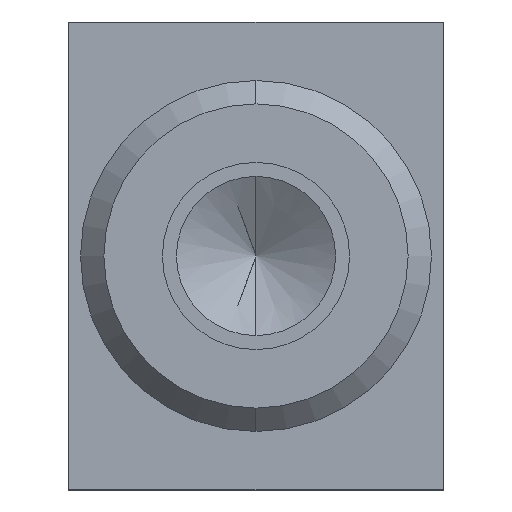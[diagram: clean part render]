
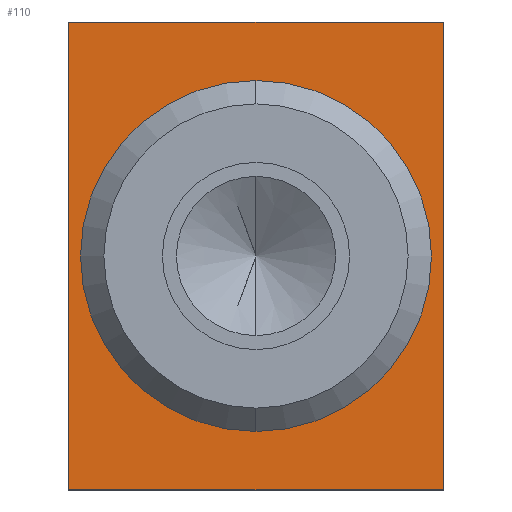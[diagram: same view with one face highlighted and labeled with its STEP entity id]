
A CAD part, left-side view. The second image highlights one B-rep face of the part: STEP entity #110.
In plain terms, the highlighted planar face has unit normal (-1, 0, 0).
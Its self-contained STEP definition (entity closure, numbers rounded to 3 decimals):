
#52 = VERTEX_POINT ( 'NONE', #390 ) ;
#62 = EDGE_CURVE ( 'NONE', #52, #63, #371, .T. ) ;
#63 = VERTEX_POINT ( 'NONE', #279 ) ;
#85 = VERTEX_POINT ( 'NONE', #349 ) ;
#89 = ORIENTED_EDGE ( 'NONE', *, *, #118, .F. ) ;
#95 = EDGE_LOOP ( 'NONE', ( #174, #112 ) ) ;
#107 = VERTEX_POINT ( 'NONE', #557 ) ;
#108 = VERTEX_POINT ( 'NONE', #585 ) ;
#109 = EDGE_CURVE ( 'NONE', #63, #52, #494, .T. ) ;
#110 = ADVANCED_FACE ( 'NONE', ( #466, #558 ), #584, .F. ) ;
#111 = EDGE_CURVE ( 'NONE', #107, #108, #463, .T. ) ;
#112 = ORIENTED_EDGE ( 'NONE', *, *, #109, .T. ) ;
#113 = EDGE_LOOP ( 'NONE', ( #114, #117, #89, #132 ) ) ;
#114 = ORIENTED_EDGE ( 'NONE', *, *, #111, .T. ) ;
#115 = EDGE_CURVE ( 'NONE', #116, #108, #532, .T. ) ;
#116 = VERTEX_POINT ( 'NONE', #495 ) ;
#117 = ORIENTED_EDGE ( 'NONE', *, *, #115, .F. ) ;
#118 = EDGE_CURVE ( 'NONE', #85, #116, #593, .T. ) ;
#129 = EDGE_CURVE ( 'NONE', #85, #107, #613, .T. ) ;
#132 = ORIENTED_EDGE ( 'NONE', *, *, #129, .T. ) ;
#174 = ORIENTED_EDGE ( 'NONE', *, *, #62, .T. ) ;
#274 = DIRECTION ( 'NONE',  ( 0., 0., -1. ) ) ;
#275 = DIRECTION ( 'NONE',  ( 1., 0., 0. ) ) ;
#276 = CARTESIAN_POINT ( 'NONE',  ( -14., 0., 0. ) ) ;
#277 = AXIS2_PLACEMENT_3D ( 'NONE', #276, #275, #274 ) ;
#279 = CARTESIAN_POINT ( 'NONE',  ( -14., 0., 7.5 ) ) ;
#349 = CARTESIAN_POINT ( 'NONE',  ( -14., 8., -10. ) ) ;
#371 = CIRCLE ( 'NONE', #277, 7.5 ) ;
#390 = CARTESIAN_POINT ( 'NONE',  ( -14., 0., -7.5 ) ) ;
#460 = DIRECTION ( 'NONE',  ( 0., 0., -1. ) ) ;
#461 = DIRECTION ( 'NONE',  ( 1., 0., 0. ) ) ;
#462 = CARTESIAN_POINT ( 'NONE',  ( -14., 8., -10. ) ) ;
#463 = LINE ( 'NONE', #537, #536 ) ;
#464 = AXIS2_PLACEMENT_3D ( 'NONE', #462, #461, #460 ) ;
#465 = CARTESIAN_POINT ( 'NONE',  ( -14., 8., 10. ) ) ;
#466 = FACE_BOUND ( 'NONE', #95, .T. ) ;
#467 = DIRECTION ( 'NONE',  ( 0., 0., -1. ) ) ;
#494 = CIRCLE ( 'NONE', #531, 7.5 ) ;
#495 = CARTESIAN_POINT ( 'NONE',  ( -14., 8., 10. ) ) ;
#529 = DIRECTION ( 'NONE',  ( 1., 0., 0. ) ) ;
#530 = CARTESIAN_POINT ( 'NONE',  ( -14., 0., 0. ) ) ;
#531 = AXIS2_PLACEMENT_3D ( 'NONE', #530, #529, #467 ) ;
#532 = LINE ( 'NONE', #465, #534 ) ;
#533 = DIRECTION ( 'NONE',  ( 0., -1., 0. ) ) ;
#534 = VECTOR ( 'NONE', #533, 1000. ) ;
#535 = DIRECTION ( 'NONE',  ( 0., 0., 1. ) ) ;
#536 = VECTOR ( 'NONE', #535, 1000. ) ;
#537 = CARTESIAN_POINT ( 'NONE',  ( -14., -8., -10. ) ) ;
#557 = CARTESIAN_POINT ( 'NONE',  ( -14., -8., -10. ) ) ;
#558 = FACE_OUTER_BOUND ( 'NONE', #113, .T. ) ;
#584 = PLANE ( 'NONE',  #464 ) ;
#585 = CARTESIAN_POINT ( 'NONE',  ( -14., -8., 10. ) ) ;
#590 = DIRECTION ( 'NONE',  ( 0., 0., 1. ) ) ;
#591 = VECTOR ( 'NONE', #590, 1000. ) ;
#592 = CARTESIAN_POINT ( 'NONE',  ( -14., 8., -10. ) ) ;
#593 = LINE ( 'NONE', #592, #591 ) ;
#610 = DIRECTION ( 'NONE',  ( 0., -1., 0. ) ) ;
#611 = VECTOR ( 'NONE', #610, 1000. ) ;
#612 = CARTESIAN_POINT ( 'NONE',  ( -14., 8., -10. ) ) ;
#613 = LINE ( 'NONE', #612, #611 ) ;
